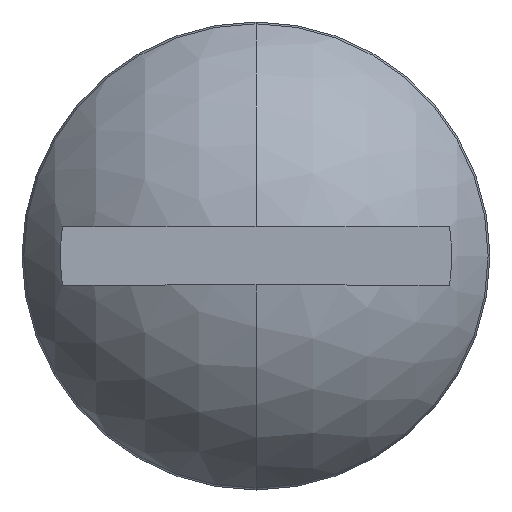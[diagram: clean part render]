
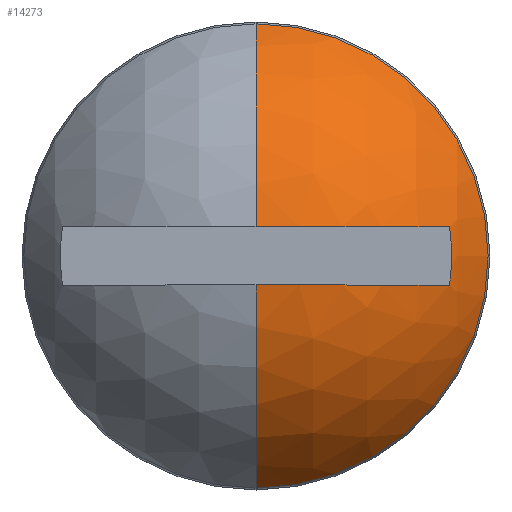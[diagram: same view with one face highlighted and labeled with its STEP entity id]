
A CAD part, top view. The second image highlights one B-rep face of the part: STEP entity #14273.
In plain terms, the highlighted spherical face has radius 5.051 mm.
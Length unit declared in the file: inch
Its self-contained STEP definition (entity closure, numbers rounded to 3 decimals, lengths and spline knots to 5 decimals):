
#337 = CARTESIAN_POINT ( 'NONE',  ( 0., 0., 0.02665 ) ) ;
#727 = DIRECTION ( 'NONE',  ( 0., 1., 0. ) ) ;
#1303 = FACE_OUTER_BOUND ( 'NONE', #16806, .T. ) ;
#1780 = CARTESIAN_POINT ( 'NONE',  ( 0., 0., 0.0685 ) ) ;
#2529 = DIRECTION ( 'NONE',  ( 0., 0., -1. ) ) ;
#2590 = DIRECTION ( 'NONE',  ( 0., 0., 1. ) ) ;
#2688 = DIRECTION ( 'NONE',  ( 0., 0., -1. ) ) ;
#3340 = CIRCLE ( 'NONE', #19566, 0.17807 ) ;
#4230 = DIRECTION ( 'NONE',  ( 0., 1., 0. ) ) ;
#4275 = VERTEX_POINT ( 'NONE', #5355 ) ;
#4299 = CARTESIAN_POINT ( 'NONE',  ( 0., 0.02244, -0.06184 ) ) ;
#5352 = AXIS2_PLACEMENT_3D ( 'NONE', #1780, #21184, #25005 ) ;
#5355 = CARTESIAN_POINT ( 'NONE',  ( 0., 0.02244, 0.13573 ) ) ;
#5901 = CIRCLE ( 'NONE', #5352, 0.15016 ) ;
#6528 = ORIENTED_EDGE ( 'NONE', *, *, #13250, .T. ) ;
#7604 = EDGE_CURVE ( 'NONE', #15563, #8872, #5901, .T. ) ;
#7911 = EDGE_CURVE ( 'NONE', #4275, #13299, #9576, .T. ) ;
#8259 = CIRCLE ( 'NONE', #12210, 0.19757 ) ;
#8872 = VERTEX_POINT ( 'NONE', #16670 ) ;
#9102 = ORIENTED_EDGE ( 'NONE', *, *, #25164, .F. ) ;
#9397 = AXIS2_PLACEMENT_3D ( 'NONE', #20412, #14625, #2688 ) ;
#9576 = CIRCLE ( 'NONE', #23002, 0.19884 ) ;
#9642 = ORIENTED_EDGE ( 'NONE', *, *, #20964, .T. ) ;
#10414 = CARTESIAN_POINT ( 'NONE',  ( 0., 0., -0.06184 ) ) ;
#12210 = AXIS2_PLACEMENT_3D ( 'NONE', #4299, #22017, #2590 ) ;
#12396 = DIRECTION ( 'NONE',  ( 1., 0., 0. ) ) ;
#13250 = EDGE_CURVE ( 'NONE', #15880, #21066, #24159, .T. ) ;
#13299 = VERTEX_POINT ( 'NONE', #14443 ) ;
#14076 = ORIENTED_EDGE ( 'NONE', *, *, #17232, .T. ) ;
#14273 = ADVANCED_FACE ( 'NONE', ( #1303 ), #22310, .T. ) ;
#14391 = DIRECTION ( 'NONE',  ( 0., 0., 1. ) ) ;
#14443 = CARTESIAN_POINT ( 'NONE',  ( 0., 0.17807, 0.02665 ) ) ;
#14535 = CARTESIAN_POINT ( 'NONE',  ( 0.14848, -0.02244, 0.0685 ) ) ;
#14565 = AXIS2_PLACEMENT_3D ( 'NONE', #21930, #23962, #15983 ) ;
#14625 = DIRECTION ( 'NONE',  ( 0., -1., 0. ) ) ;
#15563 = VERTEX_POINT ( 'NONE', #14535 ) ;
#15880 = VERTEX_POINT ( 'NONE', #22519 ) ;
#15983 = DIRECTION ( 'NONE',  ( 0., 1., 0. ) ) ;
#16670 = CARTESIAN_POINT ( 'NONE',  ( 0.14848, 0.02244, 0.0685 ) ) ;
#16767 = ORIENTED_EDGE ( 'NONE', *, *, #7911, .F. ) ;
#16806 = EDGE_LOOP ( 'NONE', ( #14076, #6528, #9102, #16767, #9642, #21581 ) ) ;
#17232 = EDGE_CURVE ( 'NONE', #15563, #15880, #22603, .T. ) ;
#19566 = AXIS2_PLACEMENT_3D ( 'NONE', #337, #2529, #4230 ) ;
#20173 = DIRECTION ( 'NONE',  ( -1., 0., 0. ) ) ;
#20412 = CARTESIAN_POINT ( 'NONE',  ( 0., -0.02244, -0.06184 ) ) ;
#20964 = EDGE_CURVE ( 'NONE', #4275, #8872, #8259, .T. ) ;
#21066 = VERTEX_POINT ( 'NONE', #22675 ) ;
#21184 = DIRECTION ( 'NONE',  ( 0., 0., 1. ) ) ;
#21581 = ORIENTED_EDGE ( 'NONE', *, *, #7604, .F. ) ;
#21930 = CARTESIAN_POINT ( 'NONE',  ( 0., 0., -0.06184 ) ) ;
#22017 = DIRECTION ( 'NONE',  ( 0., 1., 0. ) ) ;
#22280 = CARTESIAN_POINT ( 'NONE',  ( 0., 0., -0.06184 ) ) ;
#22310 = SPHERICAL_SURFACE ( 'NONE', #14565, 0.19884 ) ;
#22519 = CARTESIAN_POINT ( 'NONE',  ( 0., -0.02244, 0.13573 ) ) ;
#22525 = AXIS2_PLACEMENT_3D ( 'NONE', #10414, #12396, #727 ) ;
#22603 = CIRCLE ( 'NONE', #9397, 0.19757 ) ;
#22675 = CARTESIAN_POINT ( 'NONE',  ( 0., -0.17807, 0.02665 ) ) ;
#23002 = AXIS2_PLACEMENT_3D ( 'NONE', #22280, #20173, #14391 ) ;
#23962 = DIRECTION ( 'NONE',  ( 1., 0., 0. ) ) ;
#24159 = CIRCLE ( 'NONE', #22525, 0.19884 ) ;
#25005 = DIRECTION ( 'NONE',  ( 1., 0., 0. ) ) ;
#25164 = EDGE_CURVE ( 'NONE', #13299, #21066, #3340, .T. ) ;
